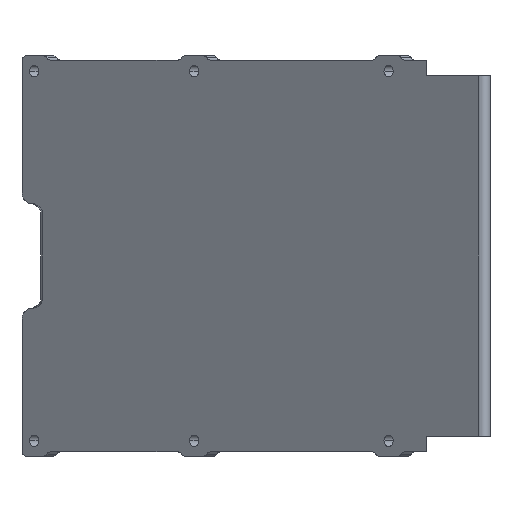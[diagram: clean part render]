
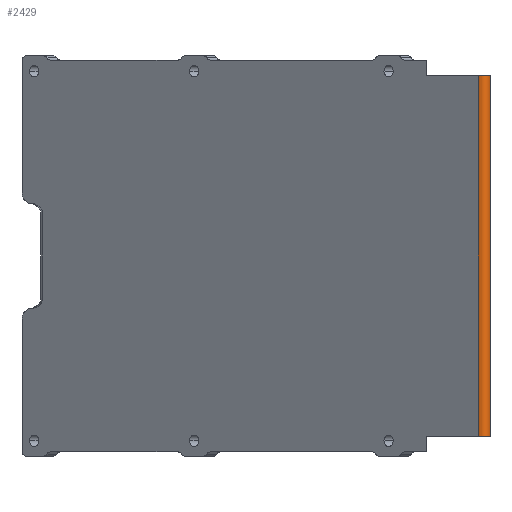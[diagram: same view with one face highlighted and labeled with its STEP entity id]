
A CAD part, left-side view. The second image highlights one B-rep face of the part: STEP entity #2429.
In plain terms, the highlighted cylindrical face has radius 1.4 mm (diameter 2.8 mm), a partial arc.
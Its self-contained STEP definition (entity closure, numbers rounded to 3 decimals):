
#98 = EDGE_LOOP ( 'NONE', ( #1039, #259, #2170, #1953 ) ) ;
#219 = VERTEX_POINT ( 'NONE', #2457 ) ;
#259 = ORIENTED_EDGE ( 'NONE', *, *, #1950, .F. ) ;
#308 = CARTESIAN_POINT ( 'NONE',  ( -102.826, -126.738, 71.4 ) ) ;
#450 = VECTOR ( 'NONE', #999, 1000. ) ;
#461 = CARTESIAN_POINT ( 'NONE',  ( -101.722, -129., 71.4 ) ) ;
#520 = VERTEX_POINT ( 'NONE', #1568 ) ;
#530 = AXIS2_PLACEMENT_3D ( 'NONE', #813, #2484, #2472 ) ;
#586 = AXIS2_PLACEMENT_3D ( 'NONE', #1306, #873, #1133 ) ;
#668 = AXIS2_PLACEMENT_3D ( 'NONE', #2391, #980, #1748 ) ;
#813 = CARTESIAN_POINT ( 'NONE',  ( -101.722, -127.6, 3. ) ) ;
#873 = DIRECTION ( 'NONE',  ( 0., 0., 1. ) ) ;
#878 = DIRECTION ( 'NONE',  ( 0., 0., 1. ) ) ;
#976 = EDGE_CURVE ( 'NONE', #2108, #1332, #1444, .T. ) ;
#980 = DIRECTION ( 'NONE',  ( 0., 0., 1. ) ) ;
#987 = CARTESIAN_POINT ( 'NONE',  ( -101.722, -129., 3. ) ) ;
#999 = DIRECTION ( 'NONE',  ( 0., 0., -1. ) ) ;
#1039 = ORIENTED_EDGE ( 'NONE', *, *, #976, .F. ) ;
#1075 = CYLINDRICAL_SURFACE ( 'NONE', #586, 1.4 ) ;
#1118 = EDGE_CURVE ( 'NONE', #219, #520, #2444, .T. ) ;
#1133 = DIRECTION ( 'NONE',  ( 1., 0., 0. ) ) ;
#1246 = LINE ( 'NONE', #987, #450 ) ;
#1306 = CARTESIAN_POINT ( 'NONE',  ( -101.722, -127.6, 92.226 ) ) ;
#1332 = VERTEX_POINT ( 'NONE', #461 ) ;
#1444 = CIRCLE ( 'NONE', #668, 1.4 ) ;
#1517 = LINE ( 'NONE', #2133, #2227 ) ;
#1542 = EDGE_CURVE ( 'NONE', #1332, #219, #1246, .T. ) ;
#1568 = CARTESIAN_POINT ( 'NONE',  ( -102.826, -126.738, 3. ) ) ;
#1748 = DIRECTION ( 'NONE',  ( -1., 0., 0. ) ) ;
#1950 = EDGE_CURVE ( 'NONE', #520, #2108, #1517, .T. ) ;
#1953 = ORIENTED_EDGE ( 'NONE', *, *, #1542, .F. ) ;
#2108 = VERTEX_POINT ( 'NONE', #308 ) ;
#2133 = CARTESIAN_POINT ( 'NONE',  ( -102.826, -126.738, 71.4 ) ) ;
#2170 = ORIENTED_EDGE ( 'NONE', *, *, #1118, .F. ) ;
#2227 = VECTOR ( 'NONE', #878, 1000. ) ;
#2391 = CARTESIAN_POINT ( 'NONE',  ( -101.722, -127.6, 71.4 ) ) ;
#2429 = ADVANCED_FACE ( 'NONE', ( #2547 ), #1075, .T. ) ;
#2444 = CIRCLE ( 'NONE', #530, 1.4 ) ;
#2457 = CARTESIAN_POINT ( 'NONE',  ( -101.722, -129., 3. ) ) ;
#2472 = DIRECTION ( 'NONE',  ( -1., 0., 0. ) ) ;
#2484 = DIRECTION ( 'NONE',  ( 0., 0., -1. ) ) ;
#2547 = FACE_OUTER_BOUND ( 'NONE', #98, .T. ) ;
